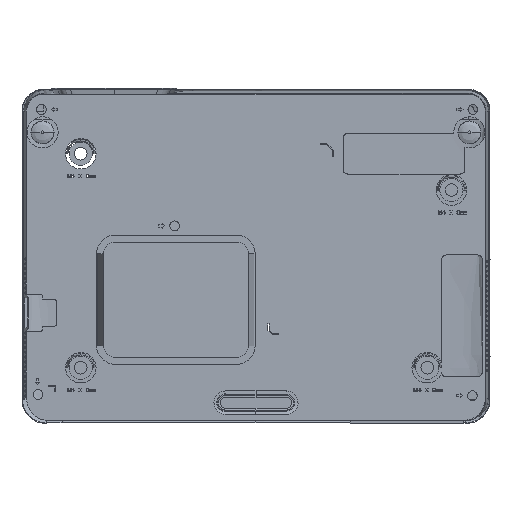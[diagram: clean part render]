
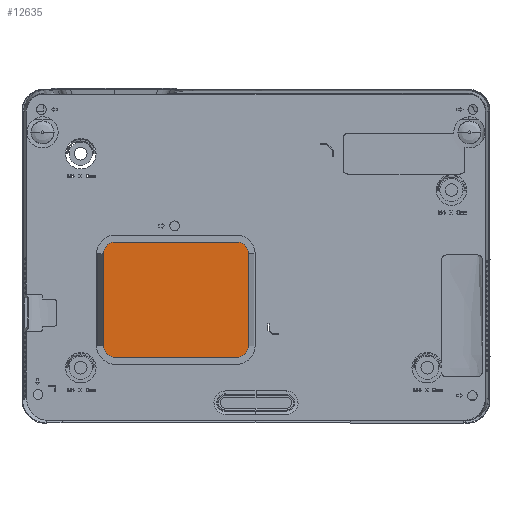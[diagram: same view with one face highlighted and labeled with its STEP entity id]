
A CAD part, front view. The second image highlights one B-rep face of the part: STEP entity #12635.
In plain terms, the highlighted planar face has unit normal (0, -1, 0).
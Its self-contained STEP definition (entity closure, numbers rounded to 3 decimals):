
#7524=CARTESIAN_POINT('',(-142.,-54.2,56.));
#7525=DIRECTION('',(0.,1.,0.));
#7526=DIRECTION('',(-1.,0.,0.));
#7527=AXIS2_PLACEMENT_3D('',#7524,#7525,#7526);
#7529=DIRECTION('',(1.,0.,0.));
#7530=VECTOR('',#7529,100.);
#7531=CARTESIAN_POINT('',(-142.,-54.2,65.65));
#7532=LINE('',#7531,#7530);
#7533=CARTESIAN_POINT('',(-42.,-54.2,56.));
#7534=DIRECTION('',(0.,1.,0.));
#7535=DIRECTION('',(0.,0.,1.));
#7536=AXIS2_PLACEMENT_3D('',#7533,#7534,#7535);
#7538=DIRECTION('',(0.,0.,-1.));
#7539=VECTOR('',#7538,76.);
#7540=CARTESIAN_POINT('',(-32.35,-54.2,56.));
#7541=LINE('',#7540,#7539);
#7542=CARTESIAN_POINT('',(-42.,-54.2,-20.));
#7543=DIRECTION('',(0.,1.,0.));
#7544=DIRECTION('',(1.,0.,0.));
#7545=AXIS2_PLACEMENT_3D('',#7542,#7543,#7544);
#7547=DIRECTION('',(-1.,0.,0.));
#7548=VECTOR('',#7547,100.);
#7549=CARTESIAN_POINT('',(-42.,-54.2,-29.65));
#7550=LINE('',#7549,#7548);
#7551=CARTESIAN_POINT('',(-142.,-54.2,-20.));
#7552=DIRECTION('',(0.,1.,0.));
#7553=DIRECTION('',(0.,0.,-1.));
#7554=AXIS2_PLACEMENT_3D('',#7551,#7552,#7553);
#7556=DIRECTION('',(0.,0.,1.));
#7557=VECTOR('',#7556,76.);
#7558=CARTESIAN_POINT('',(-151.65,-54.2,-20.));
#7559=LINE('',#7558,#7557);
#9060=CARTESIAN_POINT('',(-42.,-54.2,65.65));
#9061=CARTESIAN_POINT('',(-32.35,-54.2,56.));
#9062=VERTEX_POINT('',#9060);
#9063=VERTEX_POINT('',#9061);
#9064=CARTESIAN_POINT('',(-151.65,-54.2,56.));
#9065=CARTESIAN_POINT('',(-142.,-54.2,65.65));
#9066=VERTEX_POINT('',#9064);
#9067=VERTEX_POINT('',#9065);
#9068=CARTESIAN_POINT('',(-32.35,-54.2,-20.));
#9069=VERTEX_POINT('',#9068);
#9070=CARTESIAN_POINT('',(-42.,-54.2,-29.65));
#9071=VERTEX_POINT('',#9070);
#9072=CARTESIAN_POINT('',(-142.,-54.2,-29.65));
#9073=VERTEX_POINT('',#9072);
#9074=CARTESIAN_POINT('',(-151.65,-54.2,-20.));
#9075=VERTEX_POINT('',#9074);
#12612=CARTESIAN_POINT('',(-208.,-54.2,-100.));
#12613=DIRECTION('',(0.,1.,0.));
#12614=DIRECTION('',(0.,0.,1.));
#12615=AXIS2_PLACEMENT_3D('',#12612,#12613,#12614);
#12616=PLANE('',#12615);
#12618=ORIENTED_EDGE('',*,*,#12617,.T.);
#12620=ORIENTED_EDGE('',*,*,#12619,.T.);
#12622=ORIENTED_EDGE('',*,*,#12621,.T.);
#12624=ORIENTED_EDGE('',*,*,#12623,.T.);
#12626=ORIENTED_EDGE('',*,*,#12625,.T.);
#12628=ORIENTED_EDGE('',*,*,#12627,.T.);
#12630=ORIENTED_EDGE('',*,*,#12629,.T.);
#12632=ORIENTED_EDGE('',*,*,#12631,.T.);
#12633=EDGE_LOOP('',(#12618,#12620,#12622,#12624,#12626,#12628,#12630,#12632));
#12634=FACE_OUTER_BOUND('',#12633,.F.);
#7528=CIRCLE('',#7527,9.65);
#7537=CIRCLE('',#7536,9.65);
#7546=CIRCLE('',#7545,9.65);
#7555=CIRCLE('',#7554,9.65);
#12617=EDGE_CURVE('',#9066,#9067,#7528,.T.);
#12619=EDGE_CURVE('',#9067,#9062,#7532,.T.);
#12621=EDGE_CURVE('',#9062,#9063,#7537,.T.);
#12623=EDGE_CURVE('',#9063,#9069,#7541,.T.);
#12625=EDGE_CURVE('',#9069,#9071,#7546,.T.);
#12627=EDGE_CURVE('',#9071,#9073,#7550,.T.);
#12629=EDGE_CURVE('',#9073,#9075,#7555,.T.);
#12631=EDGE_CURVE('',#9075,#9066,#7559,.T.);
#12635=ADVANCED_FACE('',(#12634),#12616,.F.);
